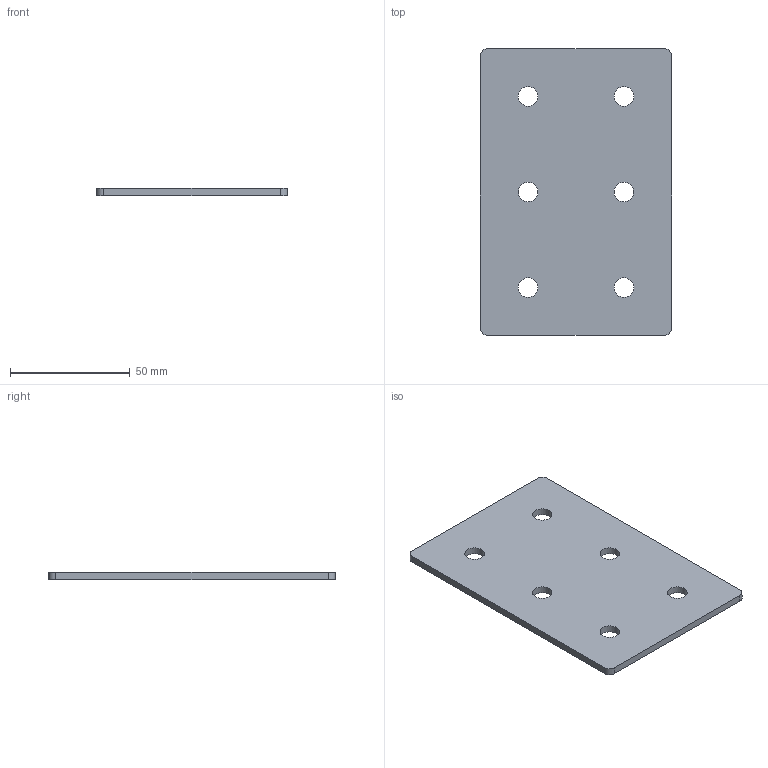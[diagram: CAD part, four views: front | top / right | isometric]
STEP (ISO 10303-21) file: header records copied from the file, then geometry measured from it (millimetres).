
FILE_DESCRIPTION(('HOOPS Exchange Step'),'2;1');
FILE_NAME('export-2A7158DA-9096-4464-B135-9151B54517A0.stp','2022-03-31T17:34:04+02:00',('Gebruiker'),('Alibre'),'HOOPS Exchange 2021.0','Alibre','Unknown authorisation');
FILE_SCHEMA( ('AP242_MANAGED_MODEL_BASED_3D_ENGINEERING_MIM_LF {1 0 10303 442 1 1 4 }') );
Length unit declared in the file: millimetre
Products named in the file (1): 5885 DCNC 80x120x3mm bracket
Bounding box: 80 x 120 x 3 mm (x, y, z)
Volume: 27826.2 mm3; surface area: 20199.1 mm2
Topology: 1 solids, 1 shells, 16 faces, 48 edges, 34 vertices
Faces by surface type: cylinder 10, plane 6
Full cylindrical faces by diameter (mm): 8.2 x6
Entity records: 620 total; most frequent: DIRECTION 110, CARTESIAN_POINT 100, ORIENTED_EDGE 96, EDGE_CURVE 48, AXIS2_PLACEMENT_3D 44, VERTEX_POINT 34, EDGE_LOOP 28, FACE_BOUND 28
